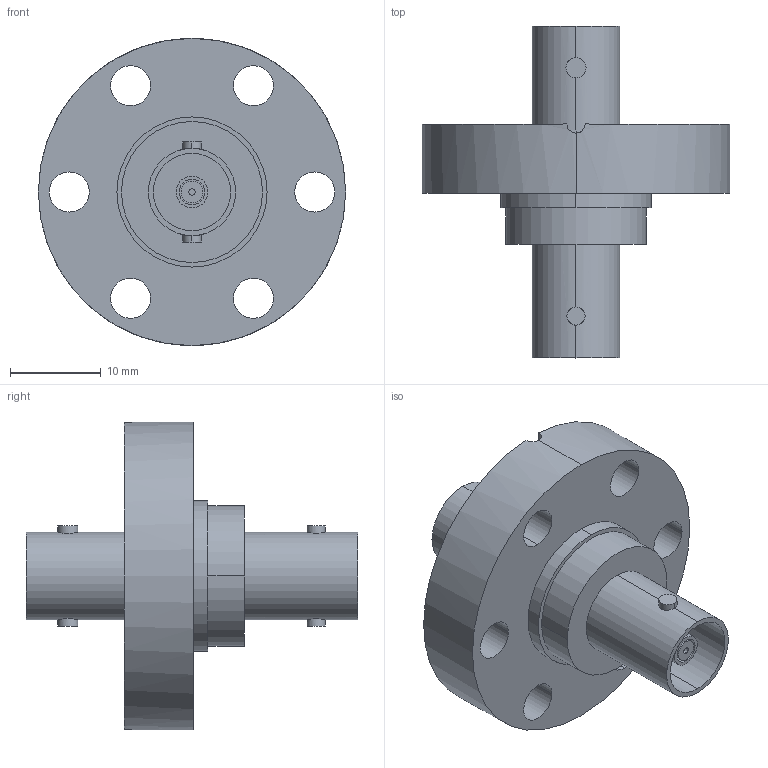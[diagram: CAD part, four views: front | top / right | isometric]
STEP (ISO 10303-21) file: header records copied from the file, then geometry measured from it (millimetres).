
FILE_DESCRIPTION (( 'STEP AP214' ), '1' );
FILE_NAME ('242-MHVDF50-C16.step', '2025-02-18T20:48:24', ( '' ), ( '' ), 'SwSTEP 2.0', 'SolidWorks 2022', '' );
FILE_SCHEMA (( 'AUTOMOTIVE_DESIGN' ));
Length unit declared in the file: millimetre
Products named in the file (3): 242-MHVDF50-C16; 419-CF16-WX2_Bearb. auf 16.5; 242-MHVDF50
Assembly tree (2 placements, depth 2):
  242-MHVDF50-C16
    419-CF16-WX2_Bearb. auf 16.5
    242-MHVDF50
Bounding box: 33.8 x 36.5 x 33.8 mm (x, y, z)
Volume: 5977.3 mm3; surface area: 6816.7 mm2
Topology: 5 solids, 5 shells, 86 faces, 192 edges, 124 vertices
Faces by surface type: cylinder 58, plane 24, cone 4
Entity records: 2880 total; most frequent: CARTESIAN_POINT 615, DIRECTION 466, ORIENTED_EDGE 384, AXIS2_PLACEMENT_3D 199, EDGE_CURVE 192, VERTEX_POINT 124, EDGE_LOOP 114, CIRCLE 108
